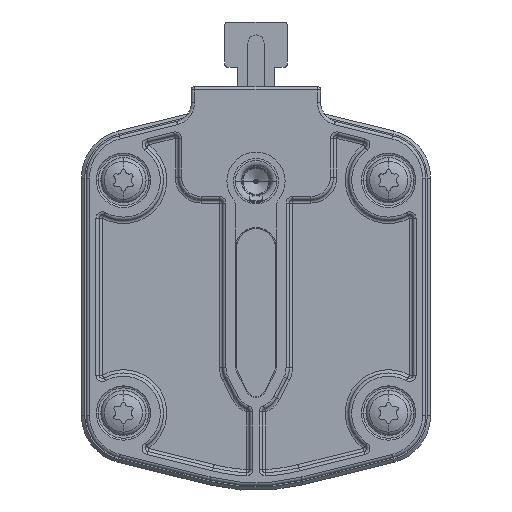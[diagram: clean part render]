
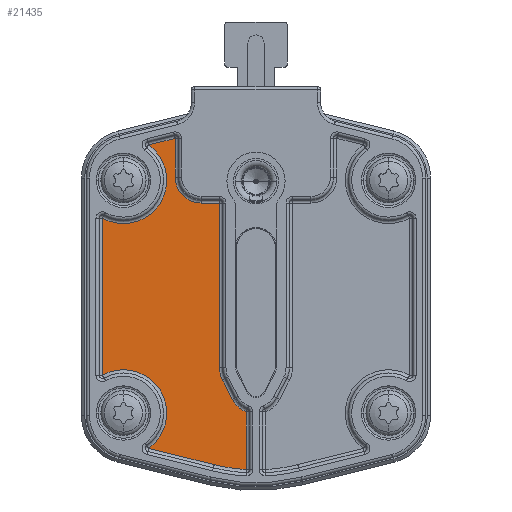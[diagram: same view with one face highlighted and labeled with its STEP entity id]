
A CAD part, front view. The second image highlights one B-rep face of the part: STEP entity #21435.
In plain terms, the highlighted face is planar.
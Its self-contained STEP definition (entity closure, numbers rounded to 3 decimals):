
#10159=DIRECTION('',(0.,-1.,0.));
#10160=VECTOR('',#10159,25.477);
#10161=CARTESIAN_POINT('',(5.65,14.477,-63.));
#10162=LINE('',#10161,#10160);
#10174=CARTESIAN_POINT('',(1.55,-11.,-63.));
#10175=DIRECTION('',(0.,0.,-1.));
#10176=DIRECTION('',(1.,0.,0.));
#10177=AXIS2_PLACEMENT_3D('',#10174,#10175,#10176);
#10198=DIRECTION('',(-0.97,0.242,0.));
#10199=VECTOR('',#10198,4.231);
#10200=CARTESIAN_POINT('',(16.605,23.452,-63.));
#10201=LINE('',#10200,#10199);
#10236=CARTESIAN_POINT('',(20.5,18.,-63.));
#10237=DIRECTION('',(0.,0.,-1.));
#10238=DIRECTION('',(0.485,-0.874,0.));
#10239=AXIS2_PLACEMENT_3D('',#10236,#10237,#10238);
#10291=DIRECTION('',(0.,1.,0.));
#10292=VECTOR('',#10291,24.282);
#10293=CARTESIAN_POINT('',(23.75,-12.141,-63.));
#10294=LINE('',#10293,#10292);
#10328=CARTESIAN_POINT('',(20.5,-18.,-63.));
#10329=DIRECTION('',(0.,0.,-1.));
#10330=DIRECTION('',(-0.581,-0.814,0.));
#10331=AXIS2_PLACEMENT_3D('',#10328,#10329,#10330);
#10382=DIRECTION('',(0.97,0.242,0.));
#10383=VECTOR('',#10382,10.444);
#10384=CARTESIAN_POINT('',(6.471,-25.979,-63.));
#10385=LINE('',#10384,#10383);
#10420=CARTESIAN_POINT('',(0.,-0.023,-63.));
#10421=DIRECTION('',(0.,0.,1.));
#10422=DIRECTION('',(0.056,-0.998,0.));
#10423=AXIS2_PLACEMENT_3D('',#10420,#10421,#10422);
#10458=DIRECTION('',(0.,-1.,0.));
#10459=VECTOR('',#10458,8.915);
#10460=CARTESIAN_POINT('',(1.5,-17.816,-63.));
#10461=LINE('',#10460,#10459);
#10517=CARTESIAN_POINT('',(0.,-14.,-63.));
#10518=DIRECTION('',(0.,0.,-1.));
#10519=DIRECTION('',(0.888,-0.459,0.));
#10520=AXIS2_PLACEMENT_3D('',#10517,#10518,#10519);
#10549=DIRECTION('',(-0.459,-0.888,0.));
#10550=VECTOR('',#10549,3.377);
#10551=CARTESIAN_POINT('',(5.193,-12.882,-63.));
#10552=LINE('',#10551,#10550);
#10586=DIRECTION('',(0.,-1.,0.));
#10587=VECTOR('',#10586,5.998);
#10588=CARTESIAN_POINT('',(12.5,24.475,-63.));
#10589=LINE('',#10588,#10587);
#10601=CARTESIAN_POINT('',(8.5,18.477,-63.));
#10602=DIRECTION('',(0.,0.,-1.));
#10603=DIRECTION('',(1.,0.,0.));
#10604=AXIS2_PLACEMENT_3D('',#10601,#10602,#10603);
#10625=DIRECTION('',(-1.,0.,0.));
#10626=VECTOR('',#10625,2.85);
#10627=CARTESIAN_POINT('',(8.5,14.477,-63.));
#10628=LINE('',#10627,#10626);
#12665=CARTESIAN_POINT('',(16.605,23.452,-63.));
#12666=CARTESIAN_POINT('',(12.5,24.475,-63.));
#12667=VERTEX_POINT('',#12665);
#12668=VERTEX_POINT('',#12666);
#12673=CARTESIAN_POINT('',(8.5,14.477,-63.));
#12674=CARTESIAN_POINT('',(5.65,14.477,-63.));
#12675=VERTEX_POINT('',#12673);
#12676=VERTEX_POINT('',#12674);
#12681=CARTESIAN_POINT('',(12.5,18.477,-63.));
#12682=VERTEX_POINT('',#12681);
#12687=CARTESIAN_POINT('',(3.643,-15.882,-63.));
#12688=CARTESIAN_POINT('',(1.5,-17.816,-63.));
#12689=VERTEX_POINT('',#12687);
#12690=VERTEX_POINT('',#12688);
#12695=CARTESIAN_POINT('',(5.193,-12.882,-63.));
#12696=VERTEX_POINT('',#12695);
#12699=CARTESIAN_POINT('',(5.65,-11.,-63.));
#12700=VERTEX_POINT('',#12699);
#12705=CARTESIAN_POINT('',(1.5,-26.731,-63.));
#12706=VERTEX_POINT('',#12705);
#12711=CARTESIAN_POINT('',(6.471,-25.979,-63.));
#12712=CARTESIAN_POINT('',(16.605,-23.452,-63.));
#12713=VERTEX_POINT('',#12711);
#12714=VERTEX_POINT('',#12712);
#12721=CARTESIAN_POINT('',(23.75,-12.141,-63.));
#12722=VERTEX_POINT('',#12721);
#12731=CARTESIAN_POINT('',(23.75,12.141,-63.));
#12732=VERTEX_POINT('',#12731);
#21402=CARTESIAN_POINT('',(0.,0.,-63.));
#21403=DIRECTION('',(0.,0.,1.));
#21404=DIRECTION('',(1.,0.,0.));
#21405=AXIS2_PLACEMENT_3D('',#21402,#21403,#21404);
#21406=PLANE('',#21405);
#21408=ORIENTED_EDGE('',*,*,#21407,.T.);
#21410=ORIENTED_EDGE('',*,*,#21409,.T.);
#21412=ORIENTED_EDGE('',*,*,#21411,.T.);
#21414=ORIENTED_EDGE('',*,*,#21413,.T.);
#21415=ORIENTED_EDGE('',*,*,#21382,.T.);
#21416=ORIENTED_EDGE('',*,*,#21393,.T.);
#21418=ORIENTED_EDGE('',*,*,#21417,.T.);
#21420=ORIENTED_EDGE('',*,*,#21419,.T.);
#21422=ORIENTED_EDGE('',*,*,#21421,.T.);
#21424=ORIENTED_EDGE('',*,*,#21423,.T.);
#21426=ORIENTED_EDGE('',*,*,#21425,.T.);
#21428=ORIENTED_EDGE('',*,*,#21427,.T.);
#21430=ORIENTED_EDGE('',*,*,#21429,.T.);
#21432=ORIENTED_EDGE('',*,*,#21431,.T.);
#21433=EDGE_LOOP('',(#21408,#21410,#21412,#21414,#21415,#21416,#21418,#21420,
#21422,#21424,#21426,#21428,#21430,#21432));
#21434=FACE_OUTER_BOUND('',#21433,.F.);
#21435=ADVANCED_FACE('',(#21434),#21406,.F.);
#10178=CIRCLE('',#10177,4.1);
#10240=CIRCLE('',#10239,6.7);
#10332=CIRCLE('',#10331,6.7);
#10424=CIRCLE('',#10423,26.75);
#10521=CIRCLE('',#10520,4.1);
#10605=CIRCLE('',#10604,4.);
#21382=EDGE_CURVE('',#12676,#12700,#10162,.T.);
#21393=EDGE_CURVE('',#12700,#12696,#10178,.T.);
#21407=EDGE_CURVE('',#12667,#12668,#10201,.T.);
#21409=EDGE_CURVE('',#12668,#12682,#10589,.T.);
#21411=EDGE_CURVE('',#12682,#12675,#10605,.T.);
#21413=EDGE_CURVE('',#12675,#12676,#10628,.T.);
#21417=EDGE_CURVE('',#12696,#12689,#10552,.T.);
#21419=EDGE_CURVE('',#12689,#12690,#10521,.T.);
#21421=EDGE_CURVE('',#12690,#12706,#10461,.T.);
#21423=EDGE_CURVE('',#12706,#12713,#10424,.T.);
#21425=EDGE_CURVE('',#12713,#12714,#10385,.T.);
#21427=EDGE_CURVE('',#12714,#12722,#10332,.T.);
#21429=EDGE_CURVE('',#12722,#12732,#10294,.T.);
#21431=EDGE_CURVE('',#12732,#12667,#10240,.T.);
